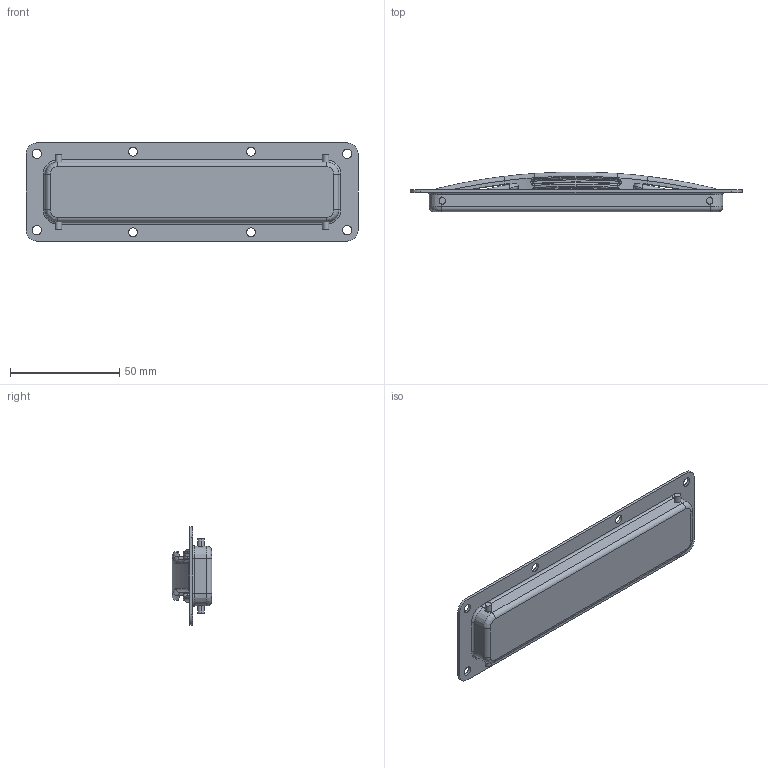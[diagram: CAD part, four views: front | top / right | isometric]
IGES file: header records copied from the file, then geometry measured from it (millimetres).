
Start section: SolidWorks IGES file using analytic representation for surfaces
Global section: file name: 3420.IGS; native system: SolidWorks 2011; preprocessor: SolidWorks 2011; author: martinb; date: 110120.081054; units: millimetre
Bounding box: 152 x 18.13 x 45 mm (x, y, z)
Volume: 35147.3 mm3; surface area: 33899 mm2
Topology: 4 solids, 4 shells, 382 faces, 954 edges, 562 vertices
Faces by surface type: revolution 240, bspline 108, plane 34
